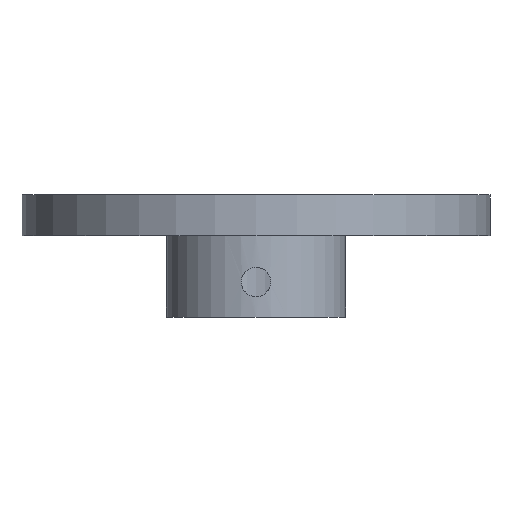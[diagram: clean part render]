
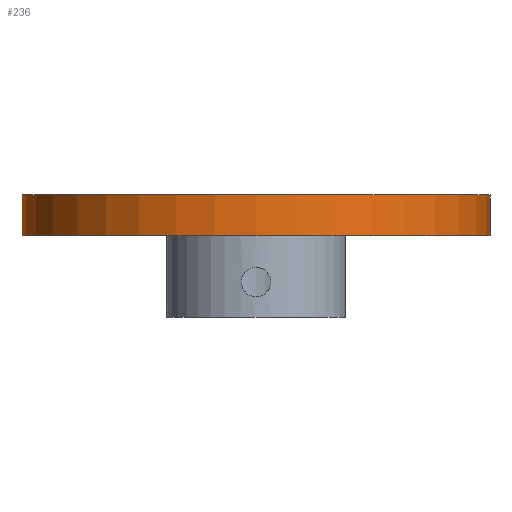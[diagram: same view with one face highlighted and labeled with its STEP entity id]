
A CAD part, front view. The second image highlights one B-rep face of the part: STEP entity #236.
In plain terms, the highlighted cylindrical face has radius 28.75 mm (diameter 57.5 mm), a partial arc.
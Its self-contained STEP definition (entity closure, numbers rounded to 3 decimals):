
#32 = CARTESIAN_POINT ( 'NONE',  ( 0., 0., 0. ) ) ;
#38 = CARTESIAN_POINT ( 'NONE',  ( 28.75, 0., 0. ) ) ;
#40 = ORIENTED_EDGE ( 'NONE', *, *, #550, .T. ) ;
#97 = DIRECTION ( 'NONE',  ( 0., 0., -1. ) ) ;
#100 = LINE ( 'NONE', #890, #961 ) ;
#105 = CARTESIAN_POINT ( 'NONE',  ( 0., 0., 5. ) ) ;
#117 = DIRECTION ( 'NONE',  ( 1., 0., 0. ) ) ;
#141 = VERTEX_POINT ( 'NONE', #38 ) ;
#167 = VERTEX_POINT ( 'NONE', #642 ) ;
#169 = EDGE_CURVE ( 'NONE', #167, #703, #488, .T. ) ;
#194 = ORIENTED_EDGE ( 'NONE', *, *, #267, .F. ) ;
#195 = CYLINDRICAL_SURFACE ( 'NONE', #490, 28.75 ) ;
#236 = ADVANCED_FACE ( 'NONE', ( #592 ), #195, .T. ) ;
#267 = EDGE_CURVE ( 'NONE', #167, #508, #640, .T. ) ;
#268 = DIRECTION ( 'NONE',  ( 1., 0., 0. ) ) ;
#291 = EDGE_CURVE ( 'NONE', #508, #141, #100, .T. ) ;
#330 = CIRCLE ( 'NONE', #851, 28.75 ) ;
#366 = ORIENTED_EDGE ( 'NONE', *, *, #169, .T. ) ;
#488 = LINE ( 'NONE', #790, #928 ) ;
#490 = AXIS2_PLACEMENT_3D ( 'NONE', #105, #97, #576 ) ;
#501 = DIRECTION ( 'NONE',  ( 0., 0., -1. ) ) ;
#508 = VERTEX_POINT ( 'NONE', #868 ) ;
#550 = EDGE_CURVE ( 'NONE', #703, #141, #330, .T. ) ;
#565 = ORIENTED_EDGE ( 'NONE', *, *, #291, .F. ) ;
#576 = DIRECTION ( 'NONE',  ( -1., 0., 0. ) ) ;
#578 = CARTESIAN_POINT ( 'NONE',  ( 0., 0., 5. ) ) ;
#592 = FACE_OUTER_BOUND ( 'NONE', #613, .T. ) ;
#593 = DIRECTION ( 'NONE',  ( 0., 0., 1. ) ) ;
#613 = EDGE_LOOP ( 'NONE', ( #565, #194, #366, #40 ) ) ;
#640 = CIRCLE ( 'NONE', #738, 28.75 ) ;
#642 = CARTESIAN_POINT ( 'NONE',  ( -28.75, 0., 5. ) ) ;
#656 = DIRECTION ( 'NONE',  ( 0., 0., 1. ) ) ;
#703 = VERTEX_POINT ( 'NONE', #999 ) ;
#729 = DIRECTION ( 'NONE',  ( 0., 0., -1. ) ) ;
#738 = AXIS2_PLACEMENT_3D ( 'NONE', #578, #656, #268 ) ;
#790 = CARTESIAN_POINT ( 'NONE',  ( -28.75, 0., 5. ) ) ;
#851 = AXIS2_PLACEMENT_3D ( 'NONE', #32, #593, #117 ) ;
#868 = CARTESIAN_POINT ( 'NONE',  ( 28.75, 0., 5. ) ) ;
#890 = CARTESIAN_POINT ( 'NONE',  ( 28.75, 0., 5. ) ) ;
#928 = VECTOR ( 'NONE', #501, 1000. ) ;
#961 = VECTOR ( 'NONE', #729, 1000. ) ;
#999 = CARTESIAN_POINT ( 'NONE',  ( -28.75, 0., 0. ) ) ;
